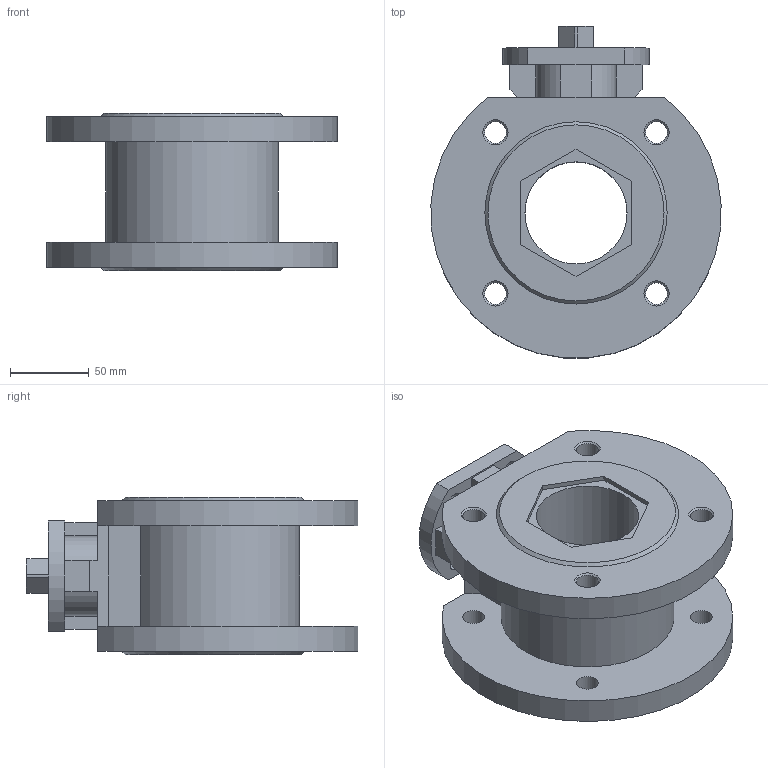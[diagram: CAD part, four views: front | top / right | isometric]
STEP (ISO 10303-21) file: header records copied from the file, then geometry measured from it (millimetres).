
FILE_DESCRIPTION(/* description */ ('STEP AP214'),/* implementation_level */ '2;1');
FILE_NAME(/* name */ '1692207_VZBC-65-FF-16-22-F07-V4V4T',/* time_stamp */ '2024-09-18T01:16:12+02:00',/* author */ ('License CC BY-ND 4.0'),/* organization */ ('CADENAS'),/* preprocessor_version */ 'ST-DEVELOPER v19.3',/* originating_system */ 'PARTsolutions',/* authorisation */ ' ');
FILE_SCHEMA (('AUTOMOTIVE_DESIGN {1 0 10303 214 3 1 1}'));
Length unit declared in the file: millimetre
Products named in the file (1): 1692207 VZBC-65-FF-16-22-F07-V4V4T
Bounding box: 184.67 x 211.16 x 100 mm (x, y, z)
Volume: 1307756.6 mm3; surface area: 164418.3 mm2
Topology: 1 solids, 1 shells, 78 faces, 218 edges, 143 vertices
Faces by surface type: plane 44, cylinder 24, cone 10
Full cylindrical faces by diameter (mm): 9 x4, 13.835 x8, 51 x1, 55 x1, 65 x1
Entity records: 2468 total; most frequent: DIRECTION 416, CARTESIAN_POINT 411, ORIENTED_EDGE 382, EDGE_CURVE 191, AXIS2_PLACEMENT_3D 146, VERTEX_POINT 141, EDGE_LOOP 138, FACE_BOUND 138
